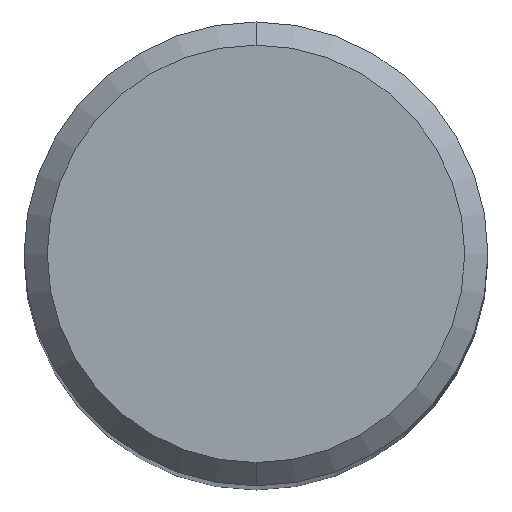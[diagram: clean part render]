
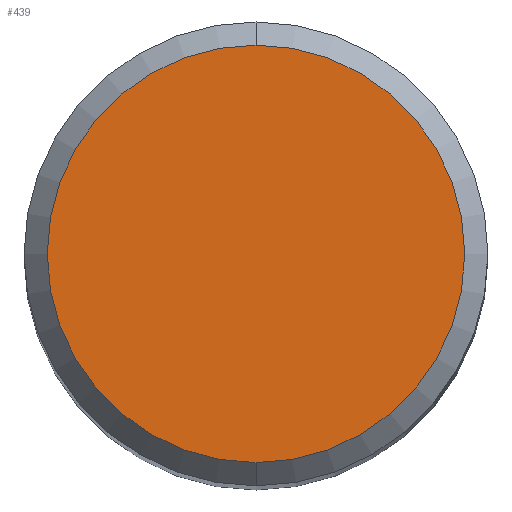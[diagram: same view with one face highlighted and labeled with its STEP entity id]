
A CAD part, top view. The second image highlights one B-rep face of the part: STEP entity #439.
In plain terms, the highlighted planar face has unit normal (0, 0, 1).
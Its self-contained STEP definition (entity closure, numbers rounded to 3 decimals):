
#201=VERTEX_POINT('',#496);
#311=EDGE_CURVE('',#201,#353,#615,.T.);
#353=VERTEX_POINT('',#661);
#407=EDGE_CURVE('',#353,#201,#718,.T.);
#439=ADVANCED_FACE('',(#757),#758,.T.);
#496=CARTESIAN_POINT('',(0.0,3.6,0.0));
#615=CIRCLE('',#1111,3.6);
#661=CARTESIAN_POINT('',(0.,-3.6,0.0));
#718=CIRCLE('',#1338,3.6);
#757=FACE_OUTER_BOUND('',#1388,.T.);
#758=PLANE('',#1389);
#1111=AXIS2_PLACEMENT_3D('',#1545,#1546,#1547);
#1338=AXIS2_PLACEMENT_3D('',#1644,#1645,#1646);
#1388=EDGE_LOOP('',(#1722,#1723));
#1389=AXIS2_PLACEMENT_3D('',#1724,#1725,#1726);
#1545=CARTESIAN_POINT('',(0.0,0.0,0.0));
#1546=DIRECTION('',(0.0,0.0,-1.0));
#1547=DIRECTION('',(0.0,1.0,0.0));
#1644=CARTESIAN_POINT('',(0.0,0.0,0.0));
#1645=DIRECTION('',(0.0,0.0,-1.0));
#1646=DIRECTION('',(0.0,1.0,0.0));
#1722=ORIENTED_EDGE('',*,*,#311,.F.);
#1723=ORIENTED_EDGE('',*,*,#407,.F.);
#1724=CARTESIAN_POINT('',(0.0,1.8,0.0));
#1725=DIRECTION('',(-0.0,0.0,1.0));
#1726=DIRECTION('',(0.0,-1.0,0.0));
